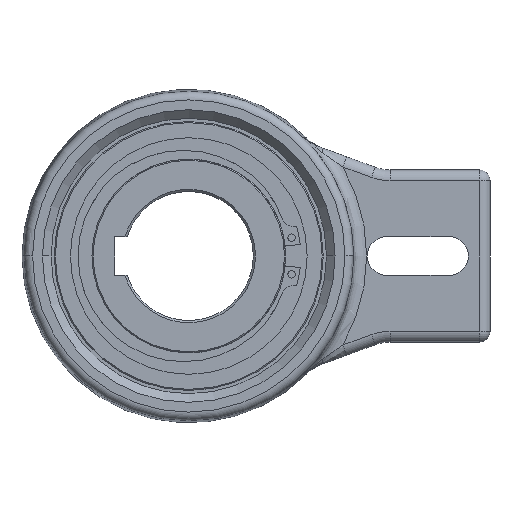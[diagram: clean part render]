
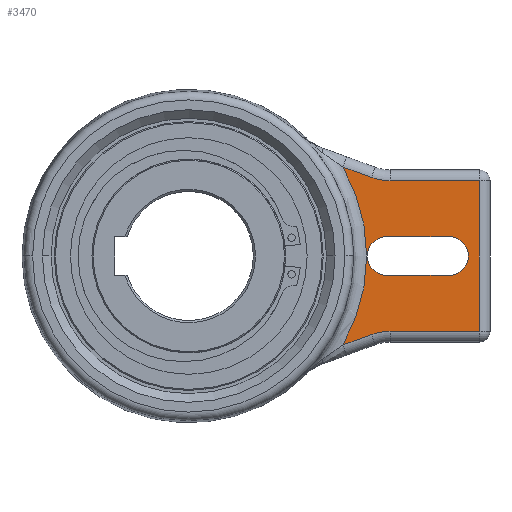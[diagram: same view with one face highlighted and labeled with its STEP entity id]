
A CAD part, left-side view. The second image highlights one B-rep face of the part: STEP entity #3470.
In plain terms, the highlighted planar face has unit normal (-1, 0, 0).
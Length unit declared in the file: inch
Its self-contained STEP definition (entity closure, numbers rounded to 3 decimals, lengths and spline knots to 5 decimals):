
#714=CARTESIAN_POINT('',(-0.3937,0.,0.));
#715=DIRECTION('',(1.,0.,0.));
#716=DIRECTION('',(0.,-0.866,0.501));
#717=AXIS2_PLACEMENT_3D('',#714,#715,#716);
#719=DIRECTION('',(0.,0.94,0.342));
#720=VECTOR('',#719,0.56183);
#721=CARTESIAN_POINT('',(-0.3937,-3.34551,
1.43731));
#722=LINE('',#721,#720);
#723=CARTESIAN_POINT('',(-0.3937,-3.68215,
2.3622));
#724=DIRECTION('',(1.,0.,0.));
#725=DIRECTION('',(0.,0.,-1.));
#726=AXIS2_PLACEMENT_3D('',#723,#724,#725);
#728=CARTESIAN_POINT('',(-0.3937,-3.68215,
-2.3622));
#729=DIRECTION('',(1.,0.,0.));
#730=DIRECTION('',(0.,0.342,0.94));
#731=AXIS2_PLACEMENT_3D('',#728,#729,#730);
#733=DIRECTION('',(0.,-0.94,0.342));
#734=VECTOR('',#733,0.56183);
#735=CARTESIAN_POINT('',(-0.3937,-2.81757,
-1.62947));
#736=LINE('',#735,#734);
#737=DIRECTION('',(0.,-1.,0.));
#738=VECTOR('',#737,1.14173);
#739=CARTESIAN_POINT('',(-0.3937,-3.62205,
0.35433));
#740=LINE('',#739,#738);
#741=CARTESIAN_POINT('',(-0.3937,-3.62205,0.));
#742=DIRECTION('',(1.,0.,0.));
#743=DIRECTION('',(0.,1.,0.));
#744=AXIS2_PLACEMENT_3D('',#741,#742,#743);
#746=CARTESIAN_POINT('',(-0.3937,-3.62205,0.));
#747=DIRECTION('',(1.,0.,0.));
#748=DIRECTION('',(0.,0.,-1.));
#749=AXIS2_PLACEMENT_3D('',#746,#747,#748);
#751=DIRECTION('',(0.,1.,0.));
#752=VECTOR('',#751,1.14173);
#753=CARTESIAN_POINT('',(-0.3937,-4.76378,
-0.35433));
#754=LINE('',#753,#752);
#755=CARTESIAN_POINT('',(-0.3937,-4.76378,0.));
#756=DIRECTION('',(1.,0.,0.));
#757=DIRECTION('',(0.,-1.,0.));
#758=AXIS2_PLACEMENT_3D('',#755,#756,#757);
#760=CARTESIAN_POINT('',(-0.3937,-4.76378,0.));
#761=DIRECTION('',(1.,0.,0.));
#762=DIRECTION('',(0.,0.,1.));
#763=AXIS2_PLACEMENT_3D('',#760,#761,#762);
#784=DIRECTION('',(0.,-1.,0.));
#785=VECTOR('',#784,1.63281);
#786=CARTESIAN_POINT('',(-0.3937,-3.68215,
1.37795));
#787=LINE('',#786,#785);
#815=DIRECTION('',(0.,0.,-1.));
#816=VECTOR('',#815,2.75591);
#817=CARTESIAN_POINT('',(-0.3937,-5.31496,
1.37795));
#818=LINE('',#817,#816);
#838=DIRECTION('',(0.,1.,0.));
#839=VECTOR('',#838,1.63281);
#840=CARTESIAN_POINT('',(-0.3937,-5.31496,
-1.37795));
#841=LINE('',#840,#839);
#2086=CARTESIAN_POINT('',(-0.3937,-2.81757,
-1.62947));
#2087=VERTEX_POINT('',#2086);
#2092=CARTESIAN_POINT('',(-0.3937,-3.62205,
-0.35433));
#2094=VERTEX_POINT('',#2092);
#2100=CARTESIAN_POINT('',(-0.3937,-3.34551,
1.43731));
#2101=VERTEX_POINT('',#2100);
#2106=CARTESIAN_POINT('',(-0.3937,-3.34551,
-1.43731));
#2107=VERTEX_POINT('',#2106);
#2117=CARTESIAN_POINT('',(-0.3937,-3.62205,
0.35433));
#2119=VERTEX_POINT('',#2117);
#2122=CARTESIAN_POINT('',(-0.3937,-3.26772,0.));
#2123=VERTEX_POINT('',#2122);
#2129=CARTESIAN_POINT('',(-0.3937,-2.81757,
1.62947));
#2130=VERTEX_POINT('',#2129);
#2138=CARTESIAN_POINT('',(-0.3937,-4.76378,
0.35433));
#2140=VERTEX_POINT('',#2138);
#2142=CARTESIAN_POINT('',(-0.3937,-4.76378,
-0.35433));
#2143=VERTEX_POINT('',#2142);
#2146=CARTESIAN_POINT('',(-0.3937,-3.68215,
1.37795));
#2147=VERTEX_POINT('',#2146);
#2148=CARTESIAN_POINT('',(-0.3937,-3.68215,
-1.37795));
#2149=VERTEX_POINT('',#2148);
#2152=CARTESIAN_POINT('',(-0.3937,-5.11811,0.));
#2153=VERTEX_POINT('',#2152);
#2159=CARTESIAN_POINT('',(-0.3937,-5.31496,
-1.37795));
#2161=VERTEX_POINT('',#2159);
#2170=CARTESIAN_POINT('',(-0.3937,-5.31496,
1.37795));
#2171=VERTEX_POINT('',#2170);
#3435=CARTESIAN_POINT('',(-0.3937,0.,0.));
#3436=DIRECTION('',(1.,0.,0.));
#3437=DIRECTION('',(0.,0.,-1.));
#3438=AXIS2_PLACEMENT_3D('',#3435,#3436,#3437);
#3439=PLANE('',#3438);
#3440=ORIENTED_EDGE('',*,*,#2917,.F.);
#3442=ORIENTED_EDGE('',*,*,#3441,.F.);
#3444=ORIENTED_EDGE('',*,*,#3443,.F.);
#3446=ORIENTED_EDGE('',*,*,#3445,.T.);
#3448=ORIENTED_EDGE('',*,*,#3447,.T.);
#3450=ORIENTED_EDGE('',*,*,#3449,.T.);
#3452=ORIENTED_EDGE('',*,*,#3451,.F.);
#3453=ORIENTED_EDGE('',*,*,#3427,.F.);
#3454=EDGE_LOOP('',(#3440,#3442,#3444,#3446,#3448,#3450,#3452,#3453));
#3455=FACE_OUTER_BOUND('',#3454,.F.);
#3457=ORIENTED_EDGE('',*,*,#3456,.F.);
#3459=ORIENTED_EDGE('',*,*,#3458,.F.);
#3461=ORIENTED_EDGE('',*,*,#3460,.F.);
#3463=ORIENTED_EDGE('',*,*,#3462,.F.);
#3465=ORIENTED_EDGE('',*,*,#3464,.F.);
#3467=ORIENTED_EDGE('',*,*,#3466,.F.);
#3468=EDGE_LOOP('',(#3457,#3459,#3461,#3463,#3465,#3467));
#3469=FACE_BOUND('',#3468,.F.);
#718=CIRCLE('',#717,3.25482);
#727=CIRCLE('',#726,0.98425);
#732=CIRCLE('',#731,0.98425);
#745=CIRCLE('',#744,0.35433);
#750=CIRCLE('',#749,0.35433);
#759=CIRCLE('',#758,0.35433);
#764=CIRCLE('',#763,0.35433);
#2917=EDGE_CURVE('',#2130,#2087,#718,.T.);
#3427=EDGE_CURVE('',#2087,#2107,#736,.T.);
#3441=EDGE_CURVE('',#2101,#2130,#722,.T.);
#3443=EDGE_CURVE('',#2147,#2101,#727,.T.);
#3445=EDGE_CURVE('',#2147,#2171,#787,.T.);
#3447=EDGE_CURVE('',#2171,#2161,#818,.T.);
#3449=EDGE_CURVE('',#2161,#2149,#841,.T.);
#3451=EDGE_CURVE('',#2107,#2149,#732,.T.);
#3456=EDGE_CURVE('',#2119,#2140,#740,.T.);
#3458=EDGE_CURVE('',#2123,#2119,#745,.T.);
#3460=EDGE_CURVE('',#2094,#2123,#750,.T.);
#3462=EDGE_CURVE('',#2143,#2094,#754,.T.);
#3464=EDGE_CURVE('',#2153,#2143,#759,.T.);
#3466=EDGE_CURVE('',#2140,#2153,#764,.T.);
#3470=ADVANCED_FACE('',(#3455,#3469),#3439,.F.);
